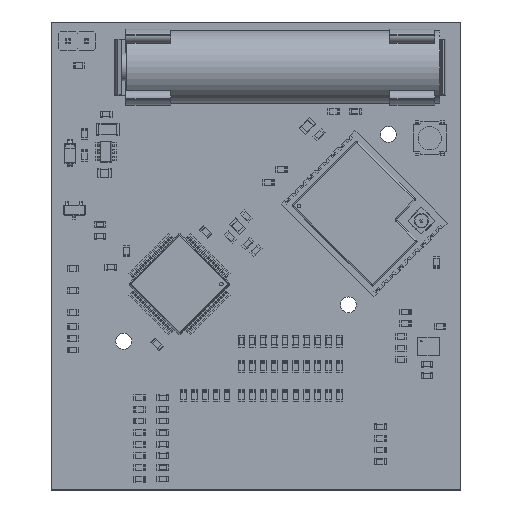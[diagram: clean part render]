
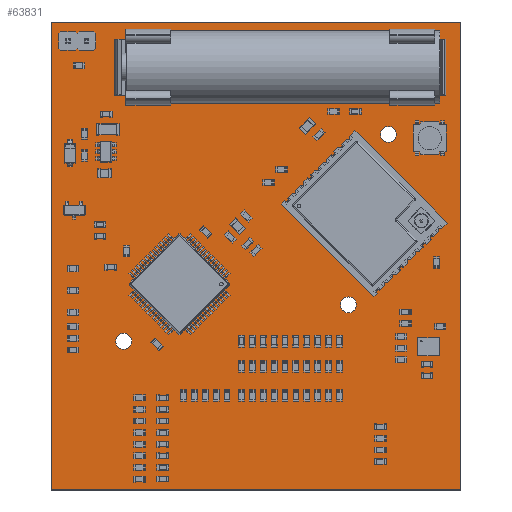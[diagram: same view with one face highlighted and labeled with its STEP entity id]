
A CAD part, top view. The second image highlights one B-rep face of the part: STEP entity #63831.
In plain terms, the highlighted planar face has unit normal (0, 0, 1).
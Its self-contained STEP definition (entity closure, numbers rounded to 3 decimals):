
#63488 = VERTEX_POINT('',#63489);
#63489 = CARTESIAN_POINT('',(156.5,-144.519,1.6));
#63495 = EDGE_CURVE('',#63488,#63496,#63498,.T.);
#63496 = VERTEX_POINT('',#63497);
#63497 = CARTESIAN_POINT('',(100.,-144.519,1.6));
#63498 = LINE('',#63499,#63500);
#63499 = CARTESIAN_POINT('',(156.5,-144.519,1.6));
#63500 = VECTOR('',#63501,1.);
#63501 = DIRECTION('',(-1.,0.,0.));
#63528 = VERTEX_POINT('',#63529);
#63529 = CARTESIAN_POINT('',(156.5,-80.,1.6));
#63535 = EDGE_CURVE('',#63528,#63488,#63536,.T.);
#63536 = LINE('',#63537,#63538);
#63537 = CARTESIAN_POINT('',(156.5,-80.,1.6));
#63538 = VECTOR('',#63539,1.);
#63539 = DIRECTION('',(0.,-1.,0.));
#63557 = EDGE_CURVE('',#63496,#63558,#63560,.T.);
#63558 = VERTEX_POINT('',#63559);
#63559 = CARTESIAN_POINT('',(100.,-80.,1.6));
#63560 = LINE('',#63561,#63562);
#63561 = CARTESIAN_POINT('',(100.,-144.519,1.6));
#63562 = VECTOR('',#63563,1.);
#63563 = DIRECTION('',(0.,1.,0.));
#63831 = ADVANCED_FACE('',(#63832,#63843,#63854,#63865,#63876,#63887,
    #63898,#63909,#63920,#63931,#63942,#63953,#63964,#63975,#63986,
    #63997,#64008,#64019,#64030,#64041,#64052,#64063),#64074,.T.);
#63832 = FACE_BOUND('',#63833,.T.);
#63833 = EDGE_LOOP('',(#63834,#63835,#63836,#63842));
#63834 = ORIENTED_EDGE('',*,*,#63495,.F.);
#63835 = ORIENTED_EDGE('',*,*,#63535,.F.);
#63836 = ORIENTED_EDGE('',*,*,#63837,.F.);
#63837 = EDGE_CURVE('',#63558,#63528,#63838,.T.);
#63838 = LINE('',#63839,#63840);
#63839 = CARTESIAN_POINT('',(100.,-80.,1.6));
#63840 = VECTOR('',#63841,1.);
#63841 = DIRECTION('',(1.,0.,0.));
#63842 = ORIENTED_EDGE('',*,*,#63557,.F.);
#63843 = FACE_BOUND('',#63844,.T.);
#63844 = EDGE_LOOP('',(#63845));
#63845 = ORIENTED_EDGE('',*,*,#63846,.T.);
#63846 = EDGE_CURVE('',#63847,#63847,#63849,.T.);
#63847 = VERTEX_POINT('',#63848);
#63848 = CARTESIAN_POINT('',(110.,-125.1,1.6));
#63849 = CIRCLE('',#63850,1.1);
#63850 = AXIS2_PLACEMENT_3D('',#63851,#63852,#63853);
#63851 = CARTESIAN_POINT('',(110.,-124.,1.6));
#63852 = DIRECTION('',(-0.,0.,-1.));
#63853 = DIRECTION('',(-0.,-1.,0.));
#63854 = FACE_BOUND('',#63855,.T.);
#63855 = EDGE_LOOP('',(#63856));
#63856 = ORIENTED_EDGE('',*,*,#63857,.T.);
#63857 = EDGE_CURVE('',#63858,#63858,#63860,.T.);
#63858 = VERTEX_POINT('',#63859);
#63859 = CARTESIAN_POINT('',(141.,-120.1,1.6));
#63860 = CIRCLE('',#63861,1.1);
#63861 = AXIS2_PLACEMENT_3D('',#63862,#63863,#63864);
#63862 = CARTESIAN_POINT('',(141.,-119.,1.6));
#63863 = DIRECTION('',(-0.,0.,-1.));
#63864 = DIRECTION('',(-0.,-1.,0.));
#63865 = FACE_BOUND('',#63866,.T.);
#63866 = EDGE_LOOP('',(#63867));
#63867 = ORIENTED_EDGE('',*,*,#63868,.T.);
#63868 = EDGE_CURVE('',#63869,#63869,#63871,.T.);
#63869 = VERTEX_POINT('',#63870);
#63870 = CARTESIAN_POINT('',(142.4,-107.896,1.6));
#63871 = CIRCLE('',#63872,0.1);
#63872 = AXIS2_PLACEMENT_3D('',#63873,#63874,#63875);
#63873 = CARTESIAN_POINT('',(142.4,-107.796,1.6));
#63874 = DIRECTION('',(-0.,0.,-1.));
#63875 = DIRECTION('',(-0.,-1.,0.));
#63876 = FACE_BOUND('',#63877,.T.);
#63877 = EDGE_LOOP('',(#63878));
#63878 = ORIENTED_EDGE('',*,*,#63879,.T.);
#63879 = EDGE_CURVE('',#63880,#63880,#63882,.T.);
#63880 = VERTEX_POINT('',#63881);
#63881 = CARTESIAN_POINT('',(143.178,-108.674,1.6));
#63882 = CIRCLE('',#63883,0.1);
#63883 = AXIS2_PLACEMENT_3D('',#63884,#63885,#63886);
#63884 = CARTESIAN_POINT('',(143.178,-108.574,1.6));
#63885 = DIRECTION('',(-0.,0.,-1.));
#63886 = DIRECTION('',(-0.,-1.,0.));
#63887 = FACE_BOUND('',#63888,.T.);
#63888 = EDGE_LOOP('',(#63889));
#63889 = ORIENTED_EDGE('',*,*,#63890,.T.);
#63890 = EDGE_CURVE('',#63891,#63891,#63893,.T.);
#63891 = VERTEX_POINT('',#63892);
#63892 = CARTESIAN_POINT('',(143.956,-108.674,1.6));
#63893 = CIRCLE('',#63894,0.1);
#63894 = AXIS2_PLACEMENT_3D('',#63895,#63896,#63897);
#63895 = CARTESIAN_POINT('',(143.956,-108.574,1.6));
#63896 = DIRECTION('',(-0.,0.,-1.));
#63897 = DIRECTION('',(-0.,-1.,0.));
#63898 = FACE_BOUND('',#63899,.T.);
#63899 = EDGE_LOOP('',(#63900));
#63900 = ORIENTED_EDGE('',*,*,#63901,.T.);
#63901 = EDGE_CURVE('',#63902,#63902,#63904,.T.);
#63902 = VERTEX_POINT('',#63903);
#63903 = CARTESIAN_POINT('',(143.178,-107.896,1.6));
#63904 = CIRCLE('',#63905,0.1);
#63905 = AXIS2_PLACEMENT_3D('',#63906,#63907,#63908);
#63906 = CARTESIAN_POINT('',(143.178,-107.796,1.6));
#63907 = DIRECTION('',(-0.,0.,-1.));
#63908 = DIRECTION('',(-0.,-1.,0.));
#63909 = FACE_BOUND('',#63910,.T.);
#63910 = EDGE_LOOP('',(#63911));
#63911 = ORIENTED_EDGE('',*,*,#63912,.T.);
#63912 = EDGE_CURVE('',#63913,#63913,#63915,.T.);
#63913 = VERTEX_POINT('',#63914);
#63914 = CARTESIAN_POINT('',(143.956,-107.896,1.6));
#63915 = CIRCLE('',#63916,0.1);
#63916 = AXIS2_PLACEMENT_3D('',#63917,#63918,#63919);
#63917 = CARTESIAN_POINT('',(143.956,-107.796,1.6));
#63918 = DIRECTION('',(-0.,0.,-1.));
#63919 = DIRECTION('',(-0.,-1.,0.));
#63920 = FACE_BOUND('',#63921,.T.);
#63921 = EDGE_LOOP('',(#63922));
#63922 = ORIENTED_EDGE('',*,*,#63923,.T.);
#63923 = EDGE_CURVE('',#63924,#63924,#63926,.T.);
#63924 = VERTEX_POINT('',#63925);
#63925 = CARTESIAN_POINT('',(142.4,-107.119,1.6));
#63926 = CIRCLE('',#63927,0.1);
#63927 = AXIS2_PLACEMENT_3D('',#63928,#63929,#63930);
#63928 = CARTESIAN_POINT('',(142.4,-107.019,1.6));
#63929 = DIRECTION('',(-0.,0.,-1.));
#63930 = DIRECTION('',(-0.,-1.,0.));
#63931 = FACE_BOUND('',#63932,.T.);
#63932 = EDGE_LOOP('',(#63933));
#63933 = ORIENTED_EDGE('',*,*,#63934,.T.);
#63934 = EDGE_CURVE('',#63935,#63935,#63937,.T.);
#63935 = VERTEX_POINT('',#63936);
#63936 = CARTESIAN_POINT('',(143.178,-107.119,1.6));
#63937 = CIRCLE('',#63938,0.1);
#63938 = AXIS2_PLACEMENT_3D('',#63939,#63940,#63941);
#63939 = CARTESIAN_POINT('',(143.178,-107.019,1.6));
#63940 = DIRECTION('',(-0.,0.,-1.));
#63941 = DIRECTION('',(-0.,-1.,0.));
#63942 = FACE_BOUND('',#63943,.T.);
#63943 = EDGE_LOOP('',(#63944));
#63944 = ORIENTED_EDGE('',*,*,#63945,.T.);
#63945 = EDGE_CURVE('',#63946,#63946,#63948,.T.);
#63946 = VERTEX_POINT('',#63947);
#63947 = CARTESIAN_POINT('',(143.956,-107.119,1.6));
#63948 = CIRCLE('',#63949,0.1);
#63949 = AXIS2_PLACEMENT_3D('',#63950,#63951,#63952);
#63950 = CARTESIAN_POINT('',(143.956,-107.019,1.6));
#63951 = DIRECTION('',(-0.,0.,-1.));
#63952 = DIRECTION('',(-0.,-1.,0.));
#63953 = FACE_BOUND('',#63954,.T.);
#63954 = EDGE_LOOP('',(#63955));
#63955 = ORIENTED_EDGE('',*,*,#63956,.T.);
#63956 = EDGE_CURVE('',#63957,#63957,#63959,.T.);
#63957 = VERTEX_POINT('',#63958);
#63958 = CARTESIAN_POINT('',(144.733,-107.896,1.6));
#63959 = CIRCLE('',#63960,0.1);
#63960 = AXIS2_PLACEMENT_3D('',#63961,#63962,#63963);
#63961 = CARTESIAN_POINT('',(144.733,-107.796,1.6));
#63962 = DIRECTION('',(-0.,0.,-1.));
#63963 = DIRECTION('',(-0.,-1.,0.));
#63964 = FACE_BOUND('',#63965,.T.);
#63965 = EDGE_LOOP('',(#63966));
#63966 = ORIENTED_EDGE('',*,*,#63967,.T.);
#63967 = EDGE_CURVE('',#63968,#63968,#63970,.T.);
#63968 = VERTEX_POINT('',#63969);
#63969 = CARTESIAN_POINT('',(144.733,-107.119,1.6));
#63970 = CIRCLE('',#63971,0.1);
#63971 = AXIS2_PLACEMENT_3D('',#63972,#63973,#63974);
#63972 = CARTESIAN_POINT('',(144.733,-107.019,1.6));
#63973 = DIRECTION('',(-0.,0.,-1.));
#63974 = DIRECTION('',(-0.,-1.,0.));
#63975 = FACE_BOUND('',#63976,.T.);
#63976 = EDGE_LOOP('',(#63977));
#63977 = ORIENTED_EDGE('',*,*,#63978,.T.);
#63978 = EDGE_CURVE('',#63979,#63979,#63981,.T.);
#63979 = VERTEX_POINT('',#63980);
#63980 = CARTESIAN_POINT('',(143.178,-106.341,1.6));
#63981 = CIRCLE('',#63982,0.1);
#63982 = AXIS2_PLACEMENT_3D('',#63983,#63984,#63985);
#63983 = CARTESIAN_POINT('',(143.178,-106.241,1.6));
#63984 = DIRECTION('',(-0.,0.,-1.));
#63985 = DIRECTION('',(-0.,-1.,0.));
#63986 = FACE_BOUND('',#63987,.T.);
#63987 = EDGE_LOOP('',(#63988));
#63988 = ORIENTED_EDGE('',*,*,#63989,.T.);
#63989 = EDGE_CURVE('',#63990,#63990,#63992,.T.);
#63990 = VERTEX_POINT('',#63991);
#63991 = CARTESIAN_POINT('',(143.956,-106.341,1.6));
#63992 = CIRCLE('',#63993,0.1);
#63993 = AXIS2_PLACEMENT_3D('',#63994,#63995,#63996);
#63994 = CARTESIAN_POINT('',(143.956,-106.241,1.6));
#63995 = DIRECTION('',(-0.,0.,-1.));
#63996 = DIRECTION('',(-0.,-1.,0.));
#63997 = FACE_BOUND('',#63998,.T.);
#63998 = EDGE_LOOP('',(#63999));
#63999 = ORIENTED_EDGE('',*,*,#64000,.T.);
#64000 = EDGE_CURVE('',#64001,#64001,#64003,.T.);
#64001 = VERTEX_POINT('',#64002);
#64002 = CARTESIAN_POINT('',(102.335,-83.119,1.6));
#64003 = CIRCLE('',#64004,0.5);
#64004 = AXIS2_PLACEMENT_3D('',#64005,#64006,#64007);
#64005 = CARTESIAN_POINT('',(102.335,-82.619,1.6));
#64006 = DIRECTION('',(-0.,0.,-1.));
#64007 = DIRECTION('',(-0.,-1.,0.));
#64008 = FACE_BOUND('',#64009,.T.);
#64009 = EDGE_LOOP('',(#64010));
#64010 = ORIENTED_EDGE('',*,*,#64011,.T.);
#64011 = EDGE_CURVE('',#64012,#64012,#64014,.T.);
#64012 = VERTEX_POINT('',#64013);
#64013 = CARTESIAN_POINT('',(104.875,-83.119,1.6));
#64014 = CIRCLE('',#64015,0.5);
#64015 = AXIS2_PLACEMENT_3D('',#64016,#64017,#64018);
#64016 = CARTESIAN_POINT('',(104.875,-82.619,1.6));
#64017 = DIRECTION('',(-0.,0.,-1.));
#64018 = DIRECTION('',(-0.,-1.,0.));
#64019 = FACE_BOUND('',#64020,.T.);
#64020 = EDGE_LOOP('',(#64021));
#64021 = ORIENTED_EDGE('',*,*,#64022,.T.);
#64022 = EDGE_CURVE('',#64023,#64023,#64025,.T.);
#64023 = VERTEX_POINT('',#64024);
#64024 = CARTESIAN_POINT('',(110.3,-87.119,1.6));
#64025 = CIRCLE('',#64026,0.9);
#64026 = AXIS2_PLACEMENT_3D('',#64027,#64028,#64029);
#64027 = CARTESIAN_POINT('',(110.3,-86.219,1.6));
#64028 = DIRECTION('',(-0.,0.,-1.));
#64029 = DIRECTION('',(0.,-1.,0.));
#64030 = FACE_BOUND('',#64031,.T.);
#64031 = EDGE_LOOP('',(#64032));
#64032 = ORIENTED_EDGE('',*,*,#64033,.T.);
#64033 = EDGE_CURVE('',#64034,#64034,#64036,.T.);
#64034 = VERTEX_POINT('',#64035);
#64035 = CARTESIAN_POINT('',(116.5,-87.119,1.6));
#64036 = CIRCLE('',#64037,0.9);
#64037 = AXIS2_PLACEMENT_3D('',#64038,#64039,#64040);
#64038 = CARTESIAN_POINT('',(116.5,-86.219,1.6));
#64039 = DIRECTION('',(-0.,0.,-1.));
#64040 = DIRECTION('',(-0.,-1.,0.));
#64041 = FACE_BOUND('',#64042,.T.);
#64042 = EDGE_LOOP('',(#64043));
#64043 = ORIENTED_EDGE('',*,*,#64044,.T.);
#64044 = EDGE_CURVE('',#64045,#64045,#64047,.T.);
#64045 = VERTEX_POINT('',#64046);
#64046 = CARTESIAN_POINT('',(146.5,-96.597,1.6));
#64047 = CIRCLE('',#64048,1.1);
#64048 = AXIS2_PLACEMENT_3D('',#64049,#64050,#64051);
#64049 = CARTESIAN_POINT('',(146.5,-95.497,1.6));
#64050 = DIRECTION('',(-0.,0.,-1.));
#64051 = DIRECTION('',(-0.,-1.,0.));
#64052 = FACE_BOUND('',#64053,.T.);
#64053 = EDGE_LOOP('',(#64054));
#64054 = ORIENTED_EDGE('',*,*,#64055,.T.);
#64055 = EDGE_CURVE('',#64056,#64056,#64058,.T.);
#64056 = VERTEX_POINT('',#64057);
#64057 = CARTESIAN_POINT('',(146.7,-87.119,1.6));
#64058 = CIRCLE('',#64059,0.9);
#64059 = AXIS2_PLACEMENT_3D('',#64060,#64061,#64062);
#64060 = CARTESIAN_POINT('',(146.7,-86.219,1.6));
#64061 = DIRECTION('',(-0.,0.,-1.));
#64062 = DIRECTION('',(-0.,-1.,0.));
#64063 = FACE_BOUND('',#64064,.T.);
#64064 = EDGE_LOOP('',(#64065));
#64065 = ORIENTED_EDGE('',*,*,#64066,.T.);
#64066 = EDGE_CURVE('',#64067,#64067,#64069,.T.);
#64067 = VERTEX_POINT('',#64068);
#64068 = CARTESIAN_POINT('',(152.9,-87.119,1.6));
#64069 = CIRCLE('',#64070,0.9);
#64070 = AXIS2_PLACEMENT_3D('',#64071,#64072,#64073);
#64071 = CARTESIAN_POINT('',(152.9,-86.219,1.6));
#64072 = DIRECTION('',(-0.,0.,-1.));
#64073 = DIRECTION('',(-0.,-1.,0.));
#64074 = PLANE('',#64075);
#64075 = AXIS2_PLACEMENT_3D('',#64076,#64077,#64078);
#64076 = CARTESIAN_POINT('',(0.,0.,1.6));
#64077 = DIRECTION('',(0.,0.,1.));
#64078 = DIRECTION('',(1.,0.,-0.));
